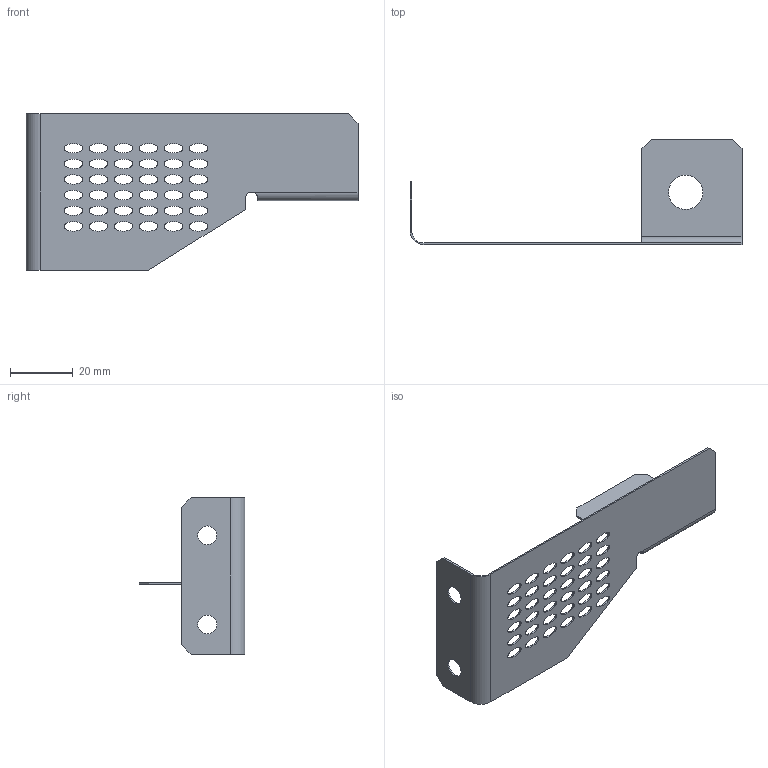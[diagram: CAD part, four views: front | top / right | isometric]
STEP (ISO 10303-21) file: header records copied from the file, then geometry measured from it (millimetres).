
FILE_DESCRIPTION (( 'STEP AP214' ), '1' );
FILE_NAME ('っ旎 翱蝗(蟾晝) 6廓.STEP', '2017-09-04T02:21:44', ( '' ), ( '' ), 'SwSTEP 2.0', 'SolidWorks 2017', '' );
FILE_SCHEMA (( 'AUTOMOTIVE_DESIGN' ));
Length unit declared in the file: millimetre
Products named in the file (1): ﾆﾇｱﾝ ｿｬｽﾀ(ﾃﾊｱﾞ) 6ｹｾｨｭ) 6ｩｪ｢ｮｨ奛ｧ｡ｩ) 6ｨﾏoｨﾏｨ｣
Bounding box: 106.16 x 33.73 x 50 mm (x, y, z)
Volume: 2719.3 mm3; surface area: 11371.7 mm2
Topology: 1 solids, 1 shells, 111 faces, 311 edges, 202 vertices
Faces by surface type: bspline 73, plane 26, cylinder 12
Entity records: 3980 total; most frequent: CARTESIAN_POINT 1645, ORIENTED_EDGE 622, EDGE_CURVE 311, DIRECTION 265, VERTEX_POINT 202, EDGE_LOOP 189, LINE 139, VECTOR 139
